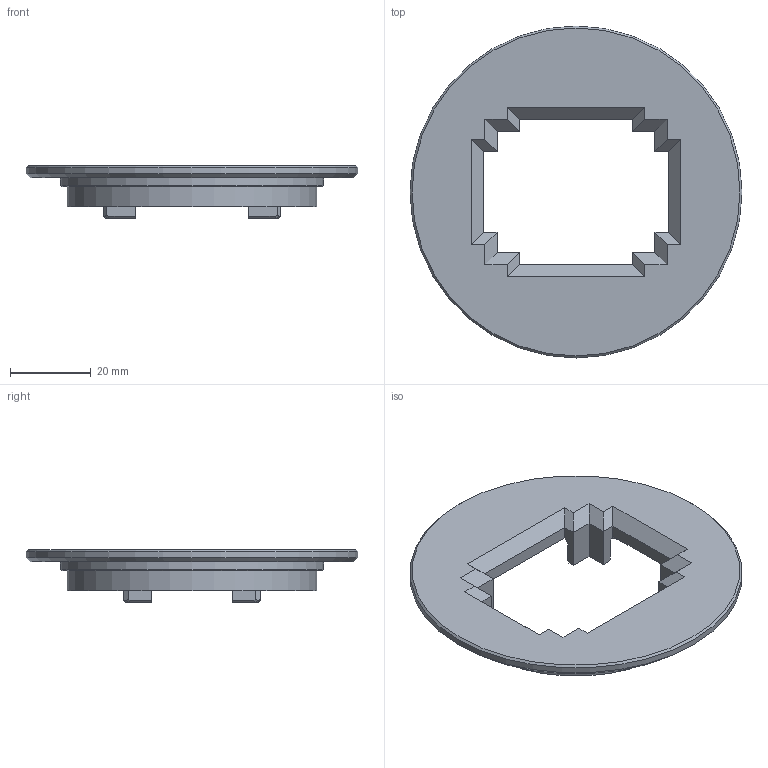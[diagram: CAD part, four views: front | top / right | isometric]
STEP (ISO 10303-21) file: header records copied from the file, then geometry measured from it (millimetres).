
FILE_DESCRIPTION(/* description */ ('Unknown'),/* implementation_level */ '2;1');
FILE_NAME(/* name */ 'nishiKodak_GFX_depthChecker',/* time_stamp */ '2025-04-08T10:42:25-10:00',/* author */ ('Unknown'),/* organization */ ('Unknown'),/* preprocessor_version */ 'ST-DEVELOPER v18.1',/* originating_system */ 'Solid Edge',/* authorisation */ 'Unknown');
FILE_SCHEMA (('AUTOMOTIVE_DESIGN {1 0 10303 214 3 1 1}'));
Length unit declared in the file: millimetre
Products named in the file (1): nishiKodak_GFX_depthChecker
Bounding box: 82 x 82 x 13 mm (x, y, z)
Volume: 18049.8 mm3; surface area: 11689 mm2
Topology: 1 solids, 1 shells, 100 faces, 246 edges, 152 vertices
Faces by surface type: plane 82, cylinder 10, cone 8
Full cylindrical faces by diameter (mm): 58 x1, 61.7 x1, 65 x1, 82 x1
Entity records: 2850 total; most frequent: CARTESIAN_POINT 507, DIRECTION 470, ORIENTED_EDGE 468, EDGE_CURVE 234, LINE 184, VECTOR 184, VERTEX_POINT 148, AXIS2_PLACEMENT_3D 143
